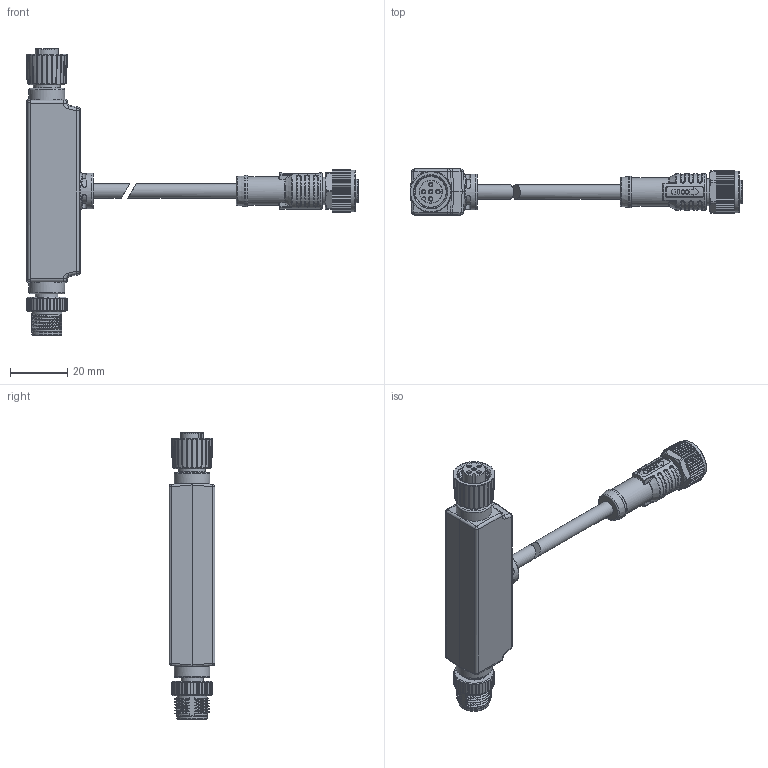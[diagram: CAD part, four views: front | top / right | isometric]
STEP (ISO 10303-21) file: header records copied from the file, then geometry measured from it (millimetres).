
FILE_DESCRIPTION (( 'STEP AP214' ), '1' );
FILE_NAME ('ZC4G004.STEP', '2025-01-21T16:20:25', ( '' ), ( '' ), 'SwSTEP 2.0', 'SolidWorks 2024', '' );
FILE_SCHEMA (( 'AUTOMOTIVE_DESIGN' ));
Length unit declared in the file: inch
Products named in the file (1): ZC4G004
Bounding box: 116 x 16 x 100 mm (x, y, z)
Volume: 27768.4 mm3; surface area: 11943.8 mm2
Topology: 2 solids, 2 shells, 1417 faces, 3699 edges, 2334 vertices
Faces by surface type: plane 560, cylinder 519, bspline 176, cone 71, torus 60, sphere 31
Full cylindrical faces by diameter (mm): 1 x5, 1.2 x10, 5.1 x2, 8 x1, 8.05 x1, 8.2 x1, 8.3 x1, 9.4 x1, 9.5 x1, 9.6 x1, 10 x1, 10.6 x1, 10.7 x2, 10.917 x7, 11 x1, 11.1 x1, 12.5 x3, 12.8 x1, 14.5 x2
Entity records: 68559 total; most frequent: CARTESIAN_POINT 35966, ORIENTED_EDGE 7092, DIRECTION 6451, EDGE_CURVE 3546, AXIS2_PLACEMENT_3D 2502, VERTEX_POINT 2272, EDGE_LOOP 1544, FACE_OUTER_BOUND 1467
